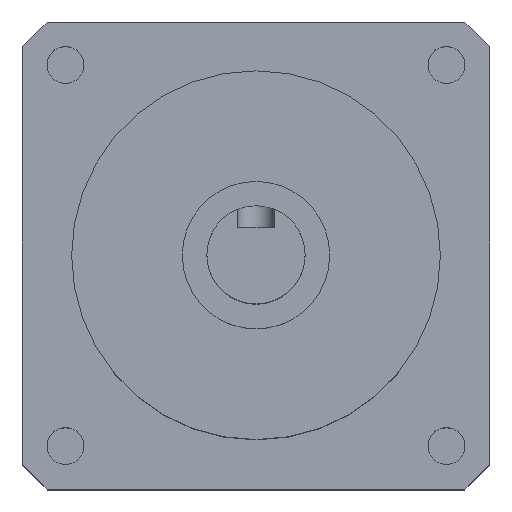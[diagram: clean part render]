
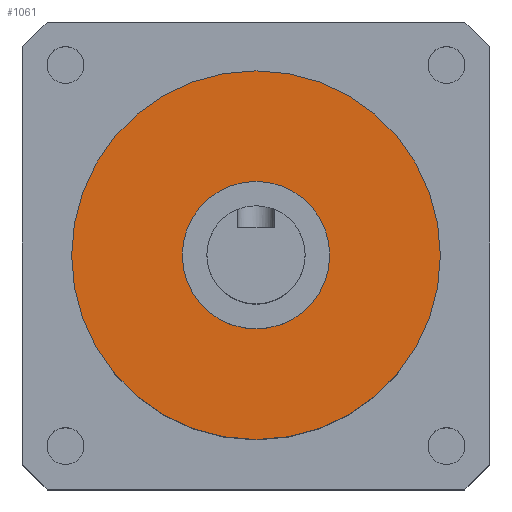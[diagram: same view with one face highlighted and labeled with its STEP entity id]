
A CAD part, top view. The second image highlights one B-rep face of the part: STEP entity #1061.
In plain terms, the highlighted planar face has unit normal (0, 0, 1).
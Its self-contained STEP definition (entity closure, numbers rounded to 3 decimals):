
#442 = CARTESIAN_POINT ( 'NONE',  ( 0., 0., 15. ) ) ;
#443 = DIRECTION ( 'NONE',  ( 0., 0., 1. ) ) ;
#444 = DIRECTION ( 'NONE',  ( 1., 0., 0. ) ) ;
#445 = CARTESIAN_POINT ( 'NONE',  ( 0., 0., 15. ) ) ;
#446 = DIRECTION ( 'NONE',  ( 0., 0., 1. ) ) ;
#447 = DIRECTION ( 'NONE',  ( 1., 0., 0. ) ) ;
#456 = CARTESIAN_POINT ( 'NONE',  ( 0., 0., 15. ) ) ;
#457 = DIRECTION ( 'NONE',  ( 0., 0., 1. ) ) ;
#458 = DIRECTION ( 'NONE',  ( 1., 0., 0. ) ) ;
#687 = AXIS2_PLACEMENT_3D ( 'NONE', #445, #446, #447 ) ;
#689 = AXIS2_PLACEMENT_3D ( 'NONE', #456, #457, #458 ) ;
#700 = AXIS2_PLACEMENT_3D ( 'NONE', #442, #443, #444 ) ;
#704 = CIRCLE ( 'NONE', #689, 15. ) ;
#986 = CARTESIAN_POINT ( 'NONE',  ( -6., 0., 15. ) ) ;
#1061 = ADVANCED_FACE ( 'NONE', ( #1782, #1781 ), #2597, .T. ) ;
#1214 = CARTESIAN_POINT ( 'NONE',  ( 6., 0., 15. ) ) ;
#1220 = CARTESIAN_POINT ( 'NONE',  ( -15., 0., 15. ) ) ;
#1249 = CARTESIAN_POINT ( 'NONE',  ( 15., 0., 15. ) ) ;
#1489 = AXIS2_PLACEMENT_3D ( 'NONE', #2570, #2630, #2743 ) ;
#1671 = VERTEX_POINT ( 'NONE', #986 ) ;
#1741 = VERTEX_POINT ( 'NONE', #1249 ) ;
#1751 = VERTEX_POINT ( 'NONE', #1214 ) ;
#1781 = FACE_BOUND ( 'NONE', #2204, .T. ) ;
#1782 = FACE_OUTER_BOUND ( 'NONE', #2409, .T. ) ;
#1816 = VERTEX_POINT ( 'NONE', #1220 ) ;
#1858 = DIRECTION ( 'NONE',  ( 1., 0., 0. ) ) ;
#1859 = DIRECTION ( 'NONE',  ( 0., 0., 1. ) ) ;
#1863 = CARTESIAN_POINT ( 'NONE',  ( 0., 0., 15. ) ) ;
#1925 = EDGE_CURVE ( 'NONE', #1751, #1671, #2528, .T. ) ;
#2001 = EDGE_CURVE ( 'NONE', #1671, #1751, #2493, .T. ) ;
#2002 = EDGE_CURVE ( 'NONE', #1816, #1741, #2485, .T. ) ;
#2006 = EDGE_CURVE ( 'NONE', #1741, #1816, #704, .T. ) ;
#2043 = ORIENTED_EDGE ( 'NONE', *, *, #2006, .T. ) ;
#2049 = ORIENTED_EDGE ( 'NONE', *, *, #1925, .F. ) ;
#2051 = ORIENTED_EDGE ( 'NONE', *, *, #2001, .F. ) ;
#2054 = ORIENTED_EDGE ( 'NONE', *, *, #2002, .T. ) ;
#2204 = EDGE_LOOP ( 'NONE', ( #2051, #2049 ) ) ;
#2409 = EDGE_LOOP ( 'NONE', ( #2054, #2043 ) ) ;
#2441 = AXIS2_PLACEMENT_3D ( 'NONE', #1863, #1859, #1858 ) ;
#2485 = CIRCLE ( 'NONE', #687, 15. ) ;
#2493 = CIRCLE ( 'NONE', #700, 6. ) ;
#2528 = CIRCLE ( 'NONE', #2441, 6. ) ;
#2570 = CARTESIAN_POINT ( 'NONE',  ( 0., 0., 15. ) ) ;
#2597 = PLANE ( 'NONE',  #1489 ) ;
#2630 = DIRECTION ( 'NONE',  ( 0., 0., 1. ) ) ;
#2743 = DIRECTION ( 'NONE',  ( 1., 0., 0. ) ) ;
